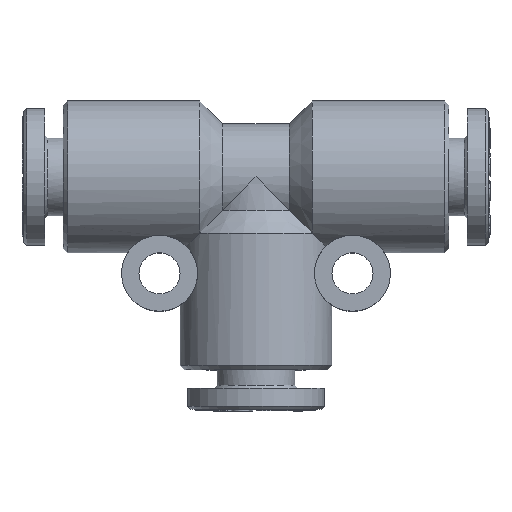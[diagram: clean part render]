
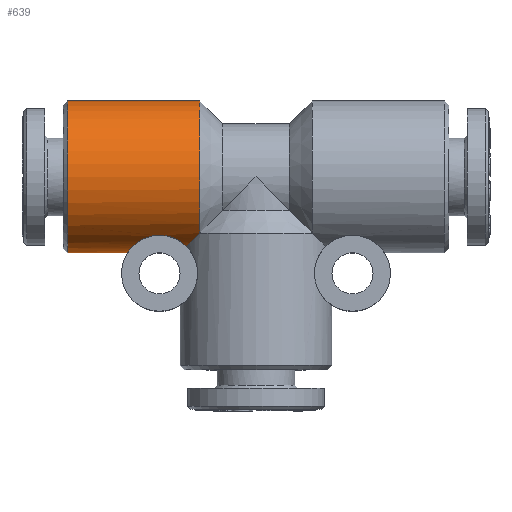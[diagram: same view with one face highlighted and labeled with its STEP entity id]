
A CAD part, top view. The second image highlights one B-rep face of the part: STEP entity #639.
In plain terms, the highlighted cylindrical face has radius 5 mm (diameter 10 mm), a full revolution.
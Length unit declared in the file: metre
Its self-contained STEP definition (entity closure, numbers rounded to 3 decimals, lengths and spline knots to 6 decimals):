
#639 = ADVANCED_FACE( 'NONE', ( #1783, #1784 ), #1785, .T. );
#1783 = FACE_OUTER_BOUND( '', #3972, .T. );
#1784 = FACE_OUTER_BOUND( '', #3973, .T. );
#1785 = CYLINDRICAL_SURFACE( '', #3974, 0.005 );
#3972 = EDGE_LOOP( '', ( #11170, #11171, #11172, #11173 ) );
#3973 = EDGE_LOOP( '', ( #11174 ) );
#3974 = AXIS2_PLACEMENT_3D( '', #11175, #11176, #11177 );
#11170 = ORIENTED_EDGE( '', *, *, #15496, .F. );
#11171 = ORIENTED_EDGE( '', *, *, #15497, .T. );
#11172 = ORIENTED_EDGE( '', *, *, #15498, .F. );
#11173 = ORIENTED_EDGE( '', *, *, #15499, .T. );
#11174 = ORIENTED_EDGE( '', *, *, #15500, .T. );
#11175 = CARTESIAN_POINT( '', ( 0.021146, 0., 0. ) );
#11176 = DIRECTION( '', ( -1., 0., 0. ) );
#11177 = DIRECTION( '', ( 0., 0., 1. ) );
#15496 = EDGE_CURVE( 'NONE', #17575, #17576, #17577, .T. );
#15497 = EDGE_CURVE( 'NONE', #17575, #17578, #17579, .T. );
#15498 = EDGE_CURVE( 'NONE', #17580, #17578, #17581, .T. );
#15499 = EDGE_CURVE( 'NONE', #17580, #17576, #17582, .T. );
#15500 = EDGE_CURVE( 'NONE', #17583, #17583, #17584, .T. );
#17575 = VERTEX_POINT( 'NONE', #21207 );
#17576 = VERTEX_POINT( 'NONE', #21208 );
#17577 = CIRCLE( '', #21209, 0.005 );
#17578 = VERTEX_POINT( 'NONE', #21210 );
#17579 = ( BOUNDED_CURVE(  )B_SPLINE_CURVE( 3, ( #21213, #21214, #21215, #21216 ), .UNSPECIFIED., .F., .F. )B_SPLINE_CURVE_WITH_KNOTS( ( 4, 4 ), ( 2.403867, 2.729905 ), .UNSPECIFIED. )CURVE(  )GEOMETRIC_REPRESENTATION_ITEM(  )RATIONAL_B_SPLINE_CURVE( ( 1., 0.991, 0.991, 1. ) )REPRESENTATION_ITEM( '' ) );
#17580 = VERTEX_POINT( 'NONE', #21222 );
#17581 = B_SPLINE_CURVE_WITH_KNOTS( '', 3, ( #21223, #21224, #21225, #21226, #21227, #21228, #21229, #21230, #21231, #21232, #21233, #21234, #21235, #21236, #21237, #21238, #21239, #21240, #21241, #21242, #21243, #21244, #21245, #21246, #21247, #21248, #21249, #21250, #21251, #21252, #21253, #21254, #21255 ), .UNSPECIFIED., .F., .F., ( 4, 1, 1, 1, 1, 1, 1, 1, 1, 1, 1, 1, 1, 1, 1, 1, 1, 1, 1, 1, 1, 1, 1, 1, 1, 1, 1, 1, 1, 1, 4 ), ( 0., 0.012969, 0.025664, 0.038134, 0.050426, 0.062593, 0.094288, 0.125194, 0.156541, 0.187767, 0.21891, 0.25043, 0.281237, 0.313139, 0.375492, 0.437734, 0.500305, 0.562491, 0.624837, 0.687125, 0.718913, 0.749621, 0.78105, 0.812111, 0.843341, 0.874697, 0.90566, 0.937422, 0.957759, 0.978542, 1. ), .UNSPECIFIED. );
#17582 = ( BOUNDED_CURVE(  )B_SPLINE_CURVE( 3, ( #21258, #21259, #21260, #21261 ), .UNSPECIFIED., .F., .F. )B_SPLINE_CURVE_WITH_KNOTS( ( 4, 4 ), ( 3.553281, 3.879319 ), .UNSPECIFIED. )CURVE(  )GEOMETRIC_REPRESENTATION_ITEM(  )RATIONAL_B_SPLINE_CURVE( ( 1., 0.991, 0.991, 1. ) )REPRESENTATION_ITEM( '' ) );
#17583 = VERTEX_POINT( '', #21267 );
#17584 = CIRCLE( '', #21268, 0.005 );
#21207 = CARTESIAN_POINT( '', ( -0.0037, -0.0037, -0.003363 ) );
#21208 = CARTESIAN_POINT( '', ( -0.0037, -0.0037, 0.003363 ) );
#21209 = AXIS2_PLACEMENT_3D( '', #29903, #29904, #29905 );
#21210 = CARTESIAN_POINT( '', ( -0.004582, -0.004582, -0.002001 ) );
#21213 = CARTESIAN_POINT( '', ( -0.0037, -0.0037, -0.003363 ) );
#21214 = CARTESIAN_POINT( '', ( -0.004067, -0.004067, -0.002959 ) );
#21215 = CARTESIAN_POINT( '', ( -0.004364, -0.004364, -0.002501 ) );
#21216 = CARTESIAN_POINT( '', ( -0.004582, -0.004582, -0.002001 ) );
#21222 = CARTESIAN_POINT( '', ( -0.004582, -0.004582, 0.002001 ) );
#21223 = CARTESIAN_POINT( '', ( -0.004582, -0.004582, 0.002001 ) );
#21224 = CARTESIAN_POINT( '', ( -0.004605, -0.00456, 0.002051 ) );
#21225 = CARTESIAN_POINT( '', ( -0.004651, -0.004515, 0.00215 ) );
#21226 = CARTESIAN_POINT( '', ( -0.004729, -0.004446, 0.00229 ) );
#21227 = CARTESIAN_POINT( '', ( -0.004815, -0.004375, 0.002422 ) );
#21228 = CARTESIAN_POINT( '', ( -0.00491, -0.004305, 0.002544 ) );
#21229 = CARTESIAN_POINT( '', ( -0.005068, -0.004199, 0.002717 ) );
#21230 = CARTESIAN_POINT( '', ( -0.005316, -0.004064, 0.002918 ) );
#21231 = CARTESIAN_POINT( '', ( -0.005689, -0.003927, 0.003096 ) );
#21232 = CARTESIAN_POINT( '', ( -0.006105, -0.003849, 0.003192 ) );
#21233 = CARTESIAN_POINT( '', ( -0.006541, -0.003845, 0.003196 ) );
#21234 = CARTESIAN_POINT( '', ( -0.006963, -0.003914, 0.003113 ) );
#21235 = CARTESIAN_POINT( '', ( -0.00734, -0.004044, 0.002944 ) );
#21236 = CARTESIAN_POINT( '', ( -0.007661, -0.004212, 0.002701 ) );
#21237 = CARTESIAN_POINT( '', ( -0.007998, -0.004452, 0.002298 ) );
#21238 = CARTESIAN_POINT( '', ( -0.008268, -0.004734, 0.001681 ) );
#21239 = CARTESIAN_POINT( '', ( -0.008424, -0.004951, 0.000858 ) );
#21240 = CARTESIAN_POINT( '', ( -0.00847, -0.005025, -0.000002 ) );
#21241 = CARTESIAN_POINT( '', ( -0.008423, -0.00495, -0.000863 ) );
#21242 = CARTESIAN_POINT( '', ( -0.008267, -0.004733, -0.001684 ) );
#21243 = CARTESIAN_POINT( '', ( -0.007996, -0.004451, -0.002301 ) );
#21244 = CARTESIAN_POINT( '', ( -0.007659, -0.004211, -0.002702 ) );
#21245 = CARTESIAN_POINT( '', ( -0.00734, -0.004044, -0.002944 ) );
#21246 = CARTESIAN_POINT( '', ( -0.006963, -0.003915, -0.003113 ) );
#21247 = CARTESIAN_POINT( '', ( -0.006542, -0.003845, -0.003196 ) );
#21248 = CARTESIAN_POINT( '', ( -0.006107, -0.003849, -0.003192 ) );
#21249 = CARTESIAN_POINT( '', ( -0.00569, -0.003927, -0.003096 ) );
#21250 = CARTESIAN_POINT( '', ( -0.005316, -0.004063, -0.002918 ) );
#21251 = CARTESIAN_POINT( '', ( -0.005041, -0.004214, -0.002696 ) );
#21252 = CARTESIAN_POINT( '', ( -0.004843, -0.004353, -0.002465 ) );
#21253 = CARTESIAN_POINT( '', ( -0.004698, -0.004471, -0.002246 ) );
#21254 = CARTESIAN_POINT( '', ( -0.004621, -0.004545, -0.002083 ) );
#21255 = CARTESIAN_POINT( '', ( -0.004582, -0.004582, -0.002001 ) );
#21258 = CARTESIAN_POINT( '', ( -0.004582, -0.004582, 0.002001 ) );
#21259 = CARTESIAN_POINT( '', ( -0.004364, -0.004364, 0.002501 ) );
#21260 = CARTESIAN_POINT( '', ( -0.004067, -0.004067, 0.002959 ) );
#21261 = CARTESIAN_POINT( '', ( -0.0037, -0.0037, 0.003363 ) );
#21267 = CARTESIAN_POINT( '', ( -0.0124, 0., 0.005 ) );
#21268 = AXIS2_PLACEMENT_3D( '', #29906, #29907, #29908 );
#29903 = CARTESIAN_POINT( '', ( -0.0037, 0., 0. ) );
#29904 = DIRECTION( '', ( 1., 0., 0. ) );
#29905 = DIRECTION( '', ( 0., 0., 1. ) );
#29906 = CARTESIAN_POINT( '', ( -0.0124, 0., 0. ) );
#29907 = DIRECTION( '', ( 1., 0., 0. ) );
#29908 = DIRECTION( '', ( 0., 0., 1. ) );
